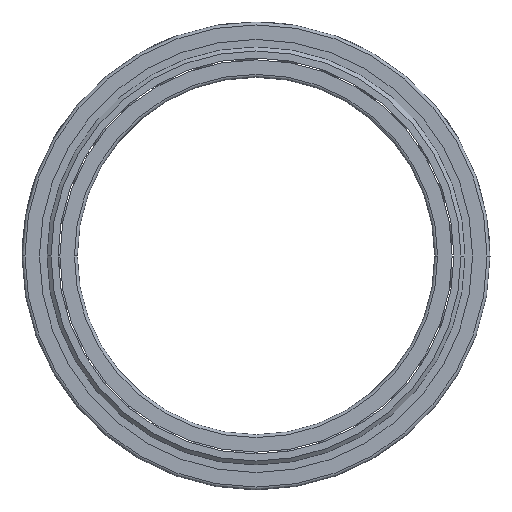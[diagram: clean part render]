
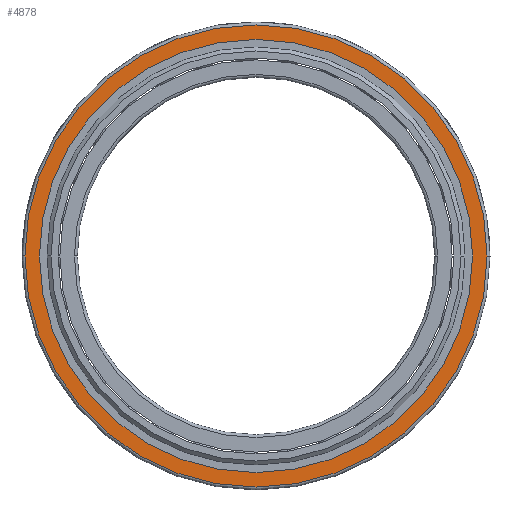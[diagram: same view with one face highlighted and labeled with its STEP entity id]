
A CAD part, left-side view. The second image highlights one B-rep face of the part: STEP entity #4878.
In plain terms, the highlighted planar face has unit normal (-1, 0, 0).
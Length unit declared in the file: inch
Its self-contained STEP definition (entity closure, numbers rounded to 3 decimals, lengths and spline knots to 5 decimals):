
#912 = AXIS2_PLACEMENT_3D ( 'NONE', #12024, #8117, #2943 ) ;
#1770 = CIRCLE ( 'NONE', #10941, 1.3998 ) ;
#2670 = DIRECTION ( 'NONE',  ( 1., 0., 0. ) ) ;
#2831 = FACE_OUTER_BOUND ( 'NONE', #15657, .T. ) ;
#2943 = DIRECTION ( 'NONE',  ( 0., 1., 0. ) ) ;
#3212 = EDGE_LOOP ( 'NONE', ( #4279, #4275 ) ) ;
#3616 = ORIENTED_EDGE ( 'NONE', *, *, #16006, .F. ) ;
#4275 = ORIENTED_EDGE ( 'NONE', *, *, #5498, .T. ) ;
#4279 = ORIENTED_EDGE ( 'NONE', *, *, #7120, .F. ) ;
#4731 = CIRCLE ( 'NONE', #8676, 1.3998 ) ;
#4733 = AXIS2_PLACEMENT_3D ( 'NONE', #7695, #5124, #15382 ) ;
#4878 = ADVANCED_FACE ( 'NONE', ( #2831, #6619 ), #6898, .F. ) ;
#5124 = DIRECTION ( 'NONE',  ( -1., 0., 0. ) ) ;
#5498 = EDGE_CURVE ( 'NONE', #14633, #6399, #15366, .T. ) ;
#5998 = DIRECTION ( 'NONE',  ( 0., 1., 0. ) ) ;
#6399 = VERTEX_POINT ( 'NONE', #13092 ) ;
#6619 = FACE_BOUND ( 'NONE', #3212, .T. ) ;
#6898 = PLANE ( 'NONE',  #15818 ) ;
#7120 = EDGE_CURVE ( 'NONE', #14633, #6399, #12928, .T. ) ;
#7695 = CARTESIAN_POINT ( 'NONE',  ( -0.177, 0., 0. ) ) ;
#8117 = DIRECTION ( 'NONE',  ( 1., 0., 0. ) ) ;
#8676 = AXIS2_PLACEMENT_3D ( 'NONE', #8836, #2670, #14020 ) ;
#8717 = DIRECTION ( 'NONE',  ( -1., 0., 0. ) ) ;
#8836 = CARTESIAN_POINT ( 'NONE',  ( -0.177, 0., 0. ) ) ;
#9835 = DIRECTION ( 'NONE',  ( 0., -1., 0. ) ) ;
#10052 = CARTESIAN_POINT ( 'NONE',  ( -0.177, 1.3998, 0. ) ) ;
#10596 = VERTEX_POINT ( 'NONE', #10052 ) ;
#10941 = AXIS2_PLACEMENT_3D ( 'NONE', #16311, #8717, #5998 ) ;
#10962 = DIRECTION ( 'NONE',  ( 1., 0., 0. ) ) ;
#12024 = CARTESIAN_POINT ( 'NONE',  ( -0.177, 0., 0. ) ) ;
#12025 = CARTESIAN_POINT ( 'NONE',  ( -0.177, 0., 0. ) ) ;
#12928 = CIRCLE ( 'NONE', #4733, 1.31195 ) ;
#12953 = CARTESIAN_POINT ( 'NONE',  ( -0.177, -1.3998, 0. ) ) ;
#13092 = CARTESIAN_POINT ( 'NONE',  ( -0.177, -1.31195, 0. ) ) ;
#13860 = VERTEX_POINT ( 'NONE', #12953 ) ;
#14012 = CARTESIAN_POINT ( 'NONE',  ( -0.177, 1.31195, 0. ) ) ;
#14020 = DIRECTION ( 'NONE',  ( 0., 1., 0. ) ) ;
#14633 = VERTEX_POINT ( 'NONE', #14012 ) ;
#15366 = CIRCLE ( 'NONE', #912, 1.31195 ) ;
#15382 = DIRECTION ( 'NONE',  ( 0., 1., 0. ) ) ;
#15657 = EDGE_LOOP ( 'NONE', ( #3616, #15716 ) ) ;
#15716 = ORIENTED_EDGE ( 'NONE', *, *, #15851, .T. ) ;
#15818 = AXIS2_PLACEMENT_3D ( 'NONE', #12025, #10962, #9835 ) ;
#15851 = EDGE_CURVE ( 'NONE', #10596, #13860, #1770, .T. ) ;
#16006 = EDGE_CURVE ( 'NONE', #10596, #13860, #4731, .T. ) ;
#16311 = CARTESIAN_POINT ( 'NONE',  ( -0.177, 0., 0. ) ) ;
